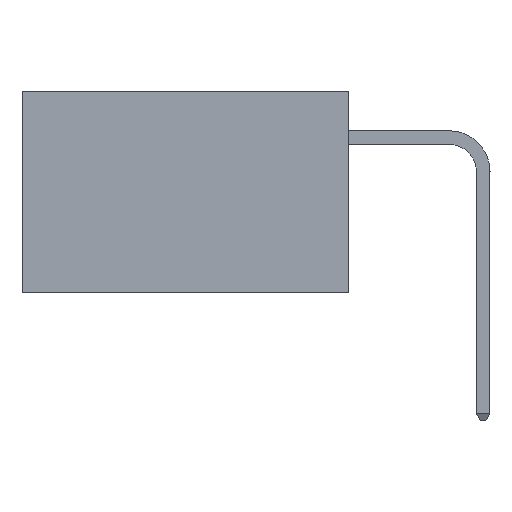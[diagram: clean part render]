
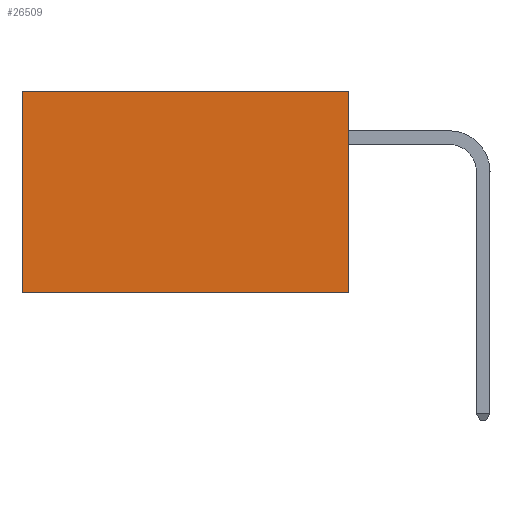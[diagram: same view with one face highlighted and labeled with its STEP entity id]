
A CAD part, left-side view. The second image highlights one B-rep face of the part: STEP entity #26509.
In plain terms, the highlighted planar face has unit normal (-1, 0, 0).
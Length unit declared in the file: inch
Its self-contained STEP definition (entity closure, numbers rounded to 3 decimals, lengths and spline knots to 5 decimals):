
#1483 = DIRECTION ( 'NONE',  ( 0., 1., 0. ) ) ;
#2903 = EDGE_CURVE ( 'NONE', #12861, #20278, #12300, .T. ) ;
#5156 = VERTEX_POINT ( 'NONE', #10181 ) ;
#6504 = LINE ( 'NONE', #8809, #19803 ) ;
#6906 = CARTESIAN_POINT ( 'NONE',  ( 0.2875, 0.6, 0. ) ) ;
#8809 = CARTESIAN_POINT ( 'NONE',  ( 0.2875, 0.6, 0. ) ) ;
#9055 = EDGE_LOOP ( 'NONE', ( #14633, #28562, #12203, #16644 ) ) ;
#9381 = AXIS2_PLACEMENT_3D ( 'NONE', #25315, #18973, #10060 ) ;
#10060 = DIRECTION ( 'NONE',  ( 0., 0., -1. ) ) ;
#10181 = CARTESIAN_POINT ( 'NONE',  ( 0.2875, 0.6, -0.37 ) ) ;
#11050 = DIRECTION ( 'NONE',  ( 0., 1., 0. ) ) ;
#12203 = ORIENTED_EDGE ( 'NONE', *, *, #23909, .F. ) ;
#12300 = LINE ( 'NONE', #13707, #33701 ) ;
#12861 = VERTEX_POINT ( 'NONE', #33141 ) ;
#13155 = CARTESIAN_POINT ( 'NONE',  ( 0.2875, 0., -0.37 ) ) ;
#13252 = PLANE ( 'NONE',  #9381 ) ;
#13707 = CARTESIAN_POINT ( 'NONE',  ( 0.2875, 0., 0. ) ) ;
#14633 = ORIENTED_EDGE ( 'NONE', *, *, #33759, .T. ) ;
#14902 = VECTOR ( 'NONE', #1483, 39.37008 ) ;
#16644 = ORIENTED_EDGE ( 'NONE', *, *, #2903, .T. ) ;
#18973 = DIRECTION ( 'NONE',  ( 1., 0., 0. ) ) ;
#19465 = VECTOR ( 'NONE', #19816, 39.37008 ) ;
#19803 = VECTOR ( 'NONE', #33122, 39.37008 ) ;
#19816 = DIRECTION ( 'NONE',  ( 0., 0., -1. ) ) ;
#19933 = LINE ( 'NONE', #35011, #19465 ) ;
#19965 = VERTEX_POINT ( 'NONE', #32512 ) ;
#20278 = VERTEX_POINT ( 'NONE', #6906 ) ;
#23909 = EDGE_CURVE ( 'NONE', #12861, #19965, #19933, .T. ) ;
#25315 = CARTESIAN_POINT ( 'NONE',  ( 0.2875, 0., 0. ) ) ;
#26509 = ADVANCED_FACE ( 'NONE', ( #27379 ), #13252, .F. ) ;
#27379 = FACE_OUTER_BOUND ( 'NONE', #9055, .T. ) ;
#28562 = ORIENTED_EDGE ( 'NONE', *, *, #36036, .F. ) ;
#32056 = LINE ( 'NONE', #13155, #14902 ) ;
#32512 = CARTESIAN_POINT ( 'NONE',  ( 0.2875, 0., -0.37 ) ) ;
#33122 = DIRECTION ( 'NONE',  ( 0., 0., -1. ) ) ;
#33141 = CARTESIAN_POINT ( 'NONE',  ( 0.2875, 0., 0. ) ) ;
#33701 = VECTOR ( 'NONE', #11050, 39.37008 ) ;
#33759 = EDGE_CURVE ( 'NONE', #20278, #5156, #6504, .T. ) ;
#35011 = CARTESIAN_POINT ( 'NONE',  ( 0.2875, 0., 0. ) ) ;
#36036 = EDGE_CURVE ( 'NONE', #19965, #5156, #32056, .T. ) ;
